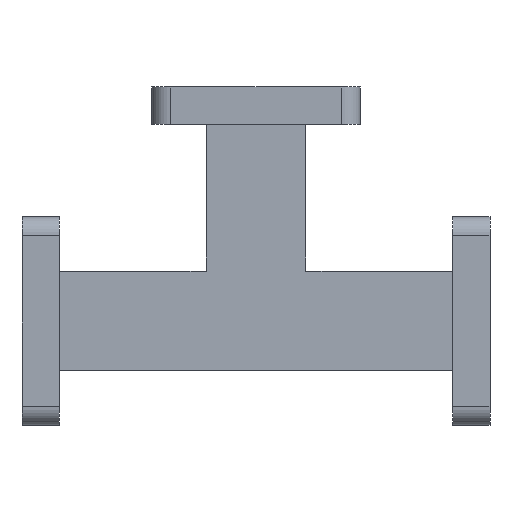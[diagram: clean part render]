
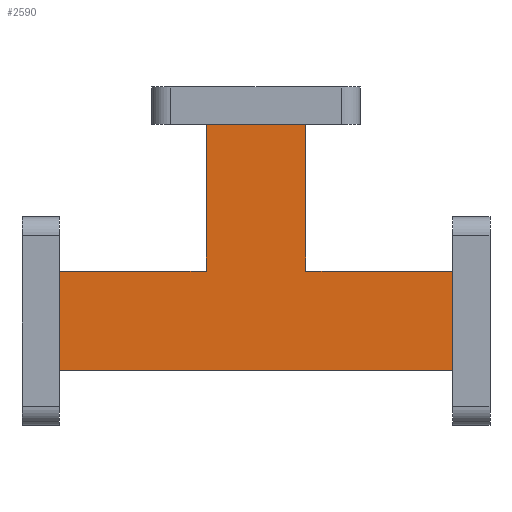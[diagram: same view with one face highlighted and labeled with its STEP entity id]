
A CAD part, front view. The second image highlights one B-rep face of the part: STEP entity #2590.
In plain terms, the highlighted planar face has unit normal (0, -1, 0).
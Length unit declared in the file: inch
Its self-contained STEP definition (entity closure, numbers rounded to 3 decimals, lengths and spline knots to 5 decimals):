
#11 = EDGE_CURVE ( 'NONE', #2231, #2588, #2327, .T. ) ;
#41 = ORIENTED_EDGE ( 'NONE', *, *, #1833, .T. ) ;
#153 = ORIENTED_EDGE ( 'NONE', *, *, #2161, .T. ) ;
#158 = CARTESIAN_POINT ( 'NONE',  ( 0.21004, -0.125, -0.21004 ) ) ;
#208 = VECTOR ( 'NONE', #1199, 39.37008 ) ;
#209 = CARTESIAN_POINT ( 'NONE',  ( -0.82677, -0.125, 0.21004 ) ) ;
#296 = EDGE_CURVE ( 'NONE', #2240, #2333, #1243, .T. ) ;
#367 = CARTESIAN_POINT ( 'NONE',  ( -0.82677, -0.125, -0.21004 ) ) ;
#446 = LINE ( 'NONE', #1275, #698 ) ;
#473 = DIRECTION ( 'NONE',  ( 1., 0., 0. ) ) ;
#512 = CARTESIAN_POINT ( 'NONE',  ( -0.21004, -0.125, -0.21004 ) ) ;
#522 = VECTOR ( 'NONE', #1463, 39.37008 ) ;
#564 = LINE ( 'NONE', #1396, #1859 ) ;
#632 = EDGE_LOOP ( 'NONE', ( #1309, #2453, #2521, #2315, #1101, #1880, #41, #153 ) ) ;
#695 = VECTOR ( 'NONE', #473, 39.37008 ) ;
#698 = VECTOR ( 'NONE', #2122, 39.37008 ) ;
#789 = CARTESIAN_POINT ( 'NONE',  ( -0.21004, -0.125, -0.21004 ) ) ;
#810 = DIRECTION ( 'NONE',  ( 0., 0., 1. ) ) ;
#816 = CARTESIAN_POINT ( 'NONE',  ( -0.21004, -0.125, 0.82677 ) ) ;
#885 = VERTEX_POINT ( 'NONE', #1328 ) ;
#997 = LINE ( 'NONE', #158, #1253 ) ;
#1101 = ORIENTED_EDGE ( 'NONE', *, *, #1269, .T. ) ;
#1168 = CARTESIAN_POINT ( 'NONE',  ( 0.21004, -0.125, 0.82677 ) ) ;
#1171 = VECTOR ( 'NONE', #2156, 39.37008 ) ;
#1199 = DIRECTION ( 'NONE',  ( 0., 0., 1. ) ) ;
#1243 = LINE ( 'NONE', #2079, #522 ) ;
#1253 = VECTOR ( 'NONE', #1820, 39.37008 ) ;
#1269 = EDGE_CURVE ( 'NONE', #2545, #2333, #1543, .T. ) ;
#1275 = CARTESIAN_POINT ( 'NONE',  ( 0.98425, -0.125, 0.21004 ) ) ;
#1309 = ORIENTED_EDGE ( 'NONE', *, *, #11, .F. ) ;
#1328 = CARTESIAN_POINT ( 'NONE',  ( 0.21004, -0.125, 0.21004 ) ) ;
#1331 = CARTESIAN_POINT ( 'NONE',  ( 0.82677, -0.125, -0.21004 ) ) ;
#1337 = AXIS2_PLACEMENT_3D ( 'NONE', #789, #1818, #1589 ) ;
#1396 = CARTESIAN_POINT ( 'NONE',  ( 0.98425, -0.125, 0.21004 ) ) ;
#1404 = FACE_OUTER_BOUND ( 'NONE', #632, .T. ) ;
#1426 = LINE ( 'NONE', #1902, #2181 ) ;
#1463 = DIRECTION ( 'NONE',  ( 0., 0., -1. ) ) ;
#1513 = EDGE_CURVE ( 'NONE', #2050, #2231, #1426, .T. ) ;
#1534 = CARTESIAN_POINT ( 'NONE',  ( -0.82677, -0.125, -0.21004 ) ) ;
#1543 = LINE ( 'NONE', #512, #695 ) ;
#1589 = DIRECTION ( 'NONE',  ( 0., 0., -1. ) ) ;
#1596 = EDGE_CURVE ( 'NONE', #2050, #1973, #446, .T. ) ;
#1818 = DIRECTION ( 'NONE',  ( 0., -1., 0. ) ) ;
#1820 = DIRECTION ( 'NONE',  ( 0., 0., 1. ) ) ;
#1833 = EDGE_CURVE ( 'NONE', #2240, #885, #564, .T. ) ;
#1838 = CARTESIAN_POINT ( 'NONE',  ( 0.82677, -0.125, 0.21004 ) ) ;
#1859 = VECTOR ( 'NONE', #2586, 39.37008 ) ;
#1880 = ORIENTED_EDGE ( 'NONE', *, *, #296, .F. ) ;
#1902 = CARTESIAN_POINT ( 'NONE',  ( -0.21004, -0.125, -0.21004 ) ) ;
#1941 = CARTESIAN_POINT ( 'NONE',  ( -0.21004, -0.125, 0.82677 ) ) ;
#1973 = VERTEX_POINT ( 'NONE', #209 ) ;
#2050 = VERTEX_POINT ( 'NONE', #2582 ) ;
#2079 = CARTESIAN_POINT ( 'NONE',  ( 0.82677, -0.125, -0.21004 ) ) ;
#2122 = DIRECTION ( 'NONE',  ( -1., 0., 0. ) ) ;
#2156 = DIRECTION ( 'NONE',  ( 1., 0., 0. ) ) ;
#2161 = EDGE_CURVE ( 'NONE', #885, #2588, #997, .T. ) ;
#2181 = VECTOR ( 'NONE', #810, 39.37008 ) ;
#2231 = VERTEX_POINT ( 'NONE', #816 ) ;
#2237 = LINE ( 'NONE', #367, #208 ) ;
#2240 = VERTEX_POINT ( 'NONE', #1838 ) ;
#2274 = EDGE_CURVE ( 'NONE', #2545, #1973, #2237, .T. ) ;
#2315 = ORIENTED_EDGE ( 'NONE', *, *, #2274, .F. ) ;
#2327 = LINE ( 'NONE', #1941, #1171 ) ;
#2333 = VERTEX_POINT ( 'NONE', #1331 ) ;
#2453 = ORIENTED_EDGE ( 'NONE', *, *, #1513, .F. ) ;
#2521 = ORIENTED_EDGE ( 'NONE', *, *, #1596, .T. ) ;
#2545 = VERTEX_POINT ( 'NONE', #1534 ) ;
#2582 = CARTESIAN_POINT ( 'NONE',  ( -0.21004, -0.125, 0.21004 ) ) ;
#2586 = DIRECTION ( 'NONE',  ( -1., 0., 0. ) ) ;
#2588 = VERTEX_POINT ( 'NONE', #1168 ) ;
#2590 = ADVANCED_FACE ( 'NONE', ( #1404 ), #2647, .T. ) ;
#2647 = PLANE ( 'NONE',  #1337 ) ;
